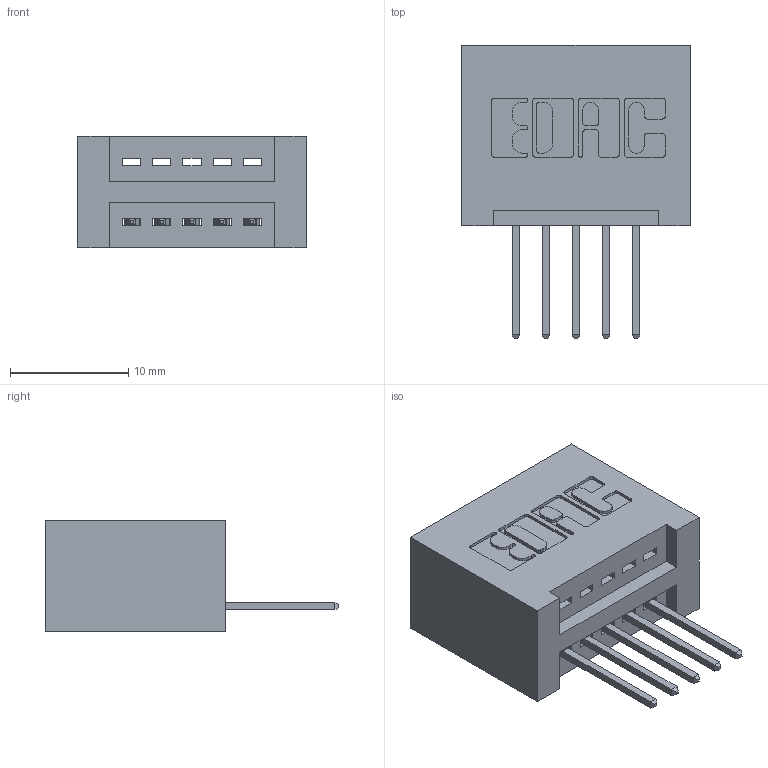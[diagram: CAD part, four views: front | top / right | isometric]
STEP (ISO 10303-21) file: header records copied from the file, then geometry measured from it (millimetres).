
FILE_DESCRIPTION (( 'STEP AP203' ), '1' );
FILE_NAME ('395-005-523-101.STEP', '2018-10-23T17:42:00', ( '' ), ( '' ), 'SwSTEP 2.0', 'SolidWorks 2016', '' );
FILE_SCHEMA (( 'CONFIG_CONTROL_DESIGN' ));
Length unit declared in the file: inch
Products named in the file (3): 345-292-001_345-293-123; 395-005-523-101; 345 Part_No Mounting Lugs
Assembly tree (6 placements, depth 2):
  395-005-523-101
    345 Part_No Mounting Lugs
    345-292-001_345-293-123  x5
Bounding box: 19.3 x 24.82 x 9.4 mm (x, y, z)
Volume: 2112.8 mm3; surface area: 2500.5 mm2
Topology: 6 solids, 6 shells, 408 faces, 1197 edges, 790 vertices
Faces by surface type: plane 276, cylinder 132
Entity records: 8485 total; most frequent: CARTESIAN_POINT 1479, ORIENTED_EDGE 1418, DIRECTION 1339, EDGE_CURVE 709, LINE 565, VECTOR 565, VERTEX_POINT 470, AXIS2_PLACEMENT_3D 387
